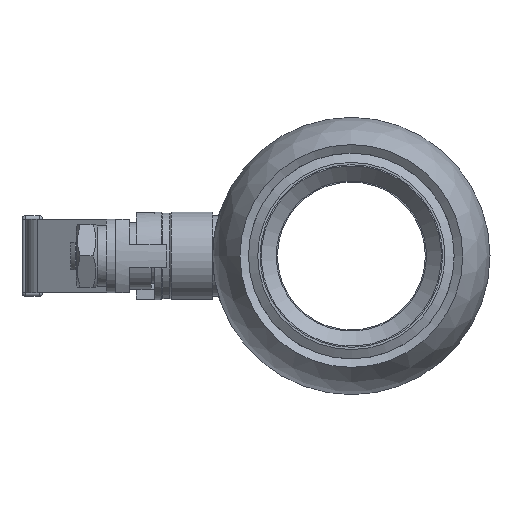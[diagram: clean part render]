
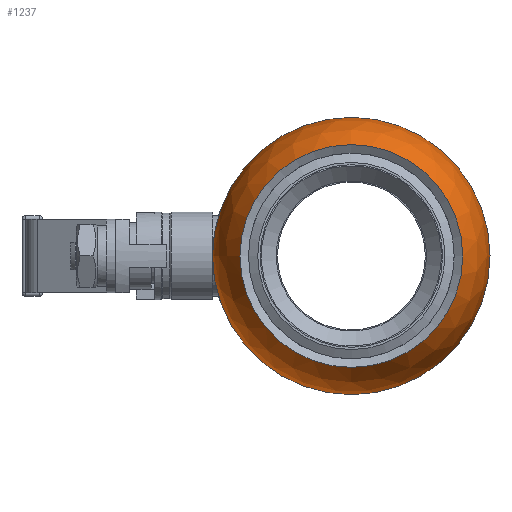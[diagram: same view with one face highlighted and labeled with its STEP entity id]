
A CAD part, left-side view. The second image highlights one B-rep face of the part: STEP entity #1237.
In plain terms, the highlighted spherical face has radius 60 mm.
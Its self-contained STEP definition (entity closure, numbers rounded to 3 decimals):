
#1237=ADVANCED_FACE('',(#3167,#3169),#3171,.T.);
#3167=FACE_OUTER_BOUND('',#3168,.T.);
#3168=EDGE_LOOP('',(#5096));
#3169=FACE_OUTER_BOUND('',#3170,.T.);
#3170=EDGE_LOOP('',(#5097));
#3171=SPHERICAL_SURFACE('',#3172,60.);
#3172=AXIS2_PLACEMENT_3D('',#3173,#3174,#3175);
#3173=CARTESIAN_POINT('',(-28.761,0.,0.));
#3174=DIRECTION('',(1.,-0.,-0.));
#3175=DIRECTION('',(0.,1.,0.));
#5096=ORIENTED_EDGE('',*,*,#5915,.F.);
#5097=ORIENTED_EDGE('',*,*,#5918,.T.);
#5915=EDGE_CURVE('',#6336,#6336,#6337,.T.);
#5918=EDGE_CURVE('',#6342,#6342,#6343,.T.);
#6336=VERTEX_POINT('',#7493);
#6337=CIRCLE('',#7494,60.);
#6342=VERTEX_POINT('',#7508);
#6343=CIRCLE('',#7509,48.195);
#7493=CARTESIAN_POINT('',(-28.761,60.,0.));
#7494=AXIS2_PLACEMENT_3D('',#7495,#7496,#7497);
#7495=CARTESIAN_POINT('',(-28.761,0.,0.));
#7496=DIRECTION('',(1.,0.,-0.));
#7497=DIRECTION('',(0.,1.,0.));
#7508=CARTESIAN_POINT('',(-64.5,48.195,0.));
#7509=AXIS2_PLACEMENT_3D('',#7510,#7511,#7512);
#7510=CARTESIAN_POINT('',(-64.5,0.,0.));
#7511=DIRECTION('',(1.,0.,-0.));
#7512=DIRECTION('',(0.,1.,0.));
